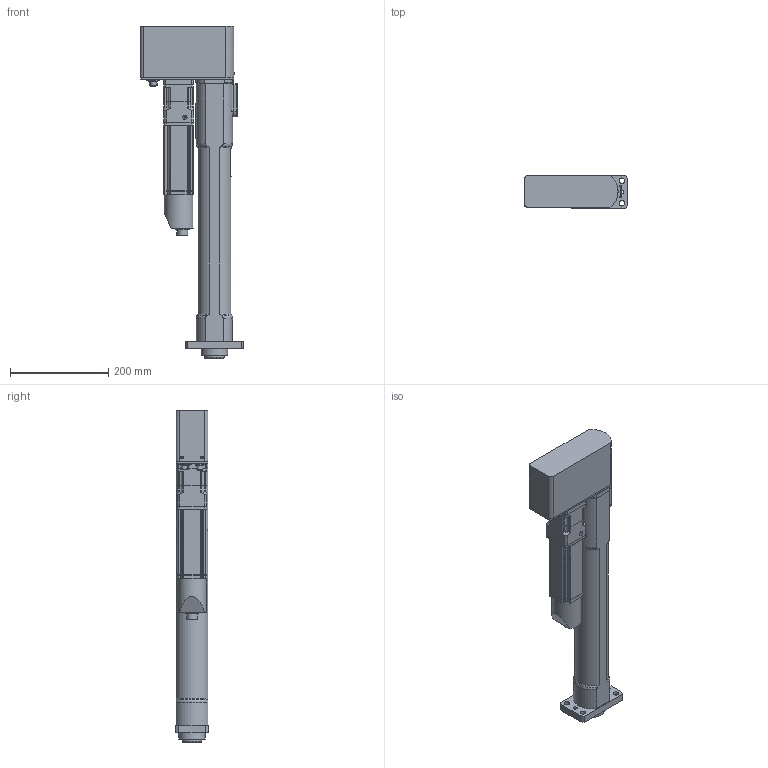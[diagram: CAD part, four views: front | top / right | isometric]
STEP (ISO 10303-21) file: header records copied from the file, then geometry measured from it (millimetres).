
FILE_DESCRIPTION(/* description */ (''),/* implementation_level */ '2;1');
FILE_NAME(/* name */ 'DPS-051R3-30FB(-P)(DS-P099_P100)_OUTLINE_20240502.stp',/* time_stamp */ '2024-05-07T10:28:39+09:00',/* author */ ('y-mizuno'),/* organization */ (''),/* preprocessor_version */ 'ST-DEVELOPER v19.2',/* originating_system */ 'Autodesk Inventor 2023',/* authorisation */ '');
FILE_SCHEMA (('CONFIG_CONTROL_DESIGN'));
Length unit declared in the file: millimetre
Products named in the file (3): DPS-051R3-30FB(-P)(DS-P099_P100)_OUTLINE_20240502; DPS-051R3-30FB(DS-P099)_BODY1; DPS-051R3-30FB(DS-P099)_SHAFT
Assembly tree (2 placements, depth 2):
  DPS-051R3-30FB(-P)(DS-P099_P100)_OUTLINE_20240502
    DPS-051R3-30FB(DS-P099)_BODY1
    DPS-051R3-30FB(DS-P099)_SHAFT
Bounding box: 209 x 68 x 675 mm (x, y, z)
Volume: 4239914.8 mm3; surface area: 420641.6 mm2
Topology: 3 solids, 8 shells, 966 faces, 2379 edges, 1505 vertices
Faces by surface type: plane 452, cylinder 256, bspline 147, cone 93, torus 10, sphere 8
Full cylindrical faces by diameter (mm): 1 x7, 1.2 x3, 1.4 x3, 2.459 x2, 3 x1, 3.2 x4, 3.242 x9, 3.3 x4, 4 x5, 4.134 x6, 4.5 x10, 5 x5, 5.5 x4, 8 x6, 8.5 x2, 8.7 x1, 10.6 x1, 10.7 x1, 11 x4, 12 x1, 16 x2, 18 x1, 22 x1, 24 x1, 40 x2, 54 x1, 59 x1
Entity records: 34942 total; most frequent: CARTESIAN_POINT 11741, ORIENTED_EDGE 4706, DIRECTION 4275, EDGE_CURVE 2358, VERTEX_POINT 1507, AXIS2_PLACEMENT_3D 1462, LINE 1351, VECTOR 1351
